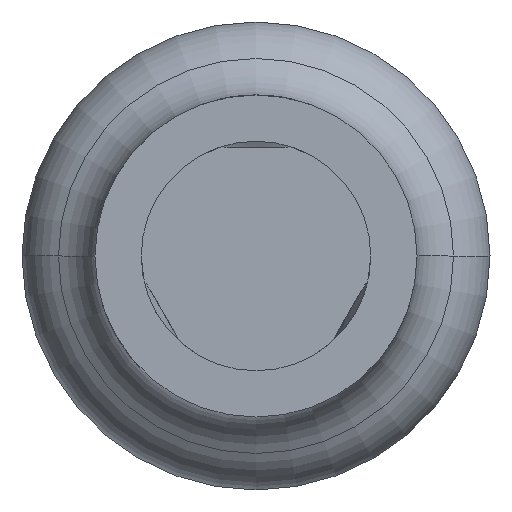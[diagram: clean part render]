
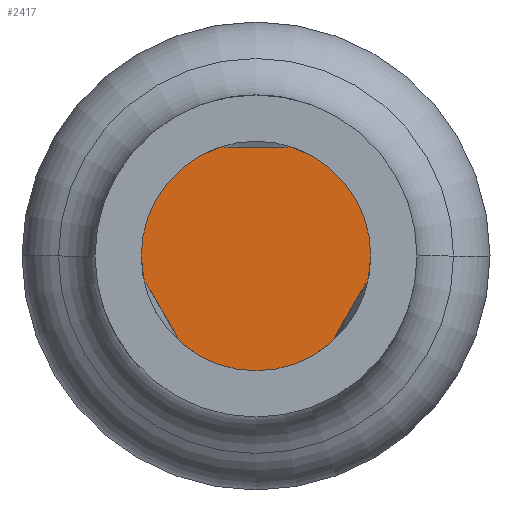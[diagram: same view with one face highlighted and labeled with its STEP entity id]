
A CAD part, front view. The second image highlights one B-rep face of the part: STEP entity #2417.
In plain terms, the highlighted planar face has unit normal (0, -1, 0).
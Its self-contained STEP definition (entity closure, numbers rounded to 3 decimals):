
#278 = CIRCLE ( 'NONE', #4931, 0.513 ) ;
#377 = DIRECTION ( 'NONE',  ( 0., 1., 0. ) ) ;
#1533 = CARTESIAN_POINT ( 'NONE',  ( 0., -24.7, 0. ) ) ;
#1949 = DIRECTION ( 'NONE',  ( -1., 0., 0. ) ) ;
#1985 = DIRECTION ( 'NONE',  ( 1., 0., 0. ) ) ;
#2285 = CIRCLE ( 'NONE', #2658, 0.513 ) ;
#2383 = CARTESIAN_POINT ( 'NONE',  ( 0., -24.7, 0. ) ) ;
#2417 = ADVANCED_FACE ( 'Defeature ausgef�hrt1_48', ( #2798 ), #5563, .F. ) ;
#2496 = VERTEX_POINT ( 'NONE', #3389 ) ;
#2549 = EDGE_CURVE ( 'Defeature ausgef�hrt1_6+Defeature ausgef�hrt1_48+Defeature ausgef�hrt1_48+Defeature ausgef�hrt1_48', #3888, #2496, #278, .T. ) ;
#2658 = AXIS2_PLACEMENT_3D ( 'NONE', #4466, #377, #5335 ) ;
#2798 = FACE_OUTER_BOUND ( 'NONE', #3631, .T. ) ;
#2910 = CARTESIAN_POINT ( 'NONE',  ( -0.513, -24.7, 0. ) ) ;
#3389 = CARTESIAN_POINT ( 'NONE',  ( 0.513, -24.7, 0. ) ) ;
#3631 = EDGE_LOOP ( 'NONE', ( #5326, #3969 ) ) ;
#3710 = AXIS2_PLACEMENT_3D ( 'NONE', #2383, #4199, #1949 ) ;
#3888 = VERTEX_POINT ( 'NONE', #2910 ) ;
#3969 = ORIENTED_EDGE ( 'NONE', *, *, #4954, .F. ) ;
#4199 = DIRECTION ( 'NONE',  ( 0., 1., 0. ) ) ;
#4466 = CARTESIAN_POINT ( 'NONE',  ( 0., -24.7, 0. ) ) ;
#4666 = DIRECTION ( 'NONE',  ( 0., 1., 0. ) ) ;
#4931 = AXIS2_PLACEMENT_3D ( 'NONE', #1533, #4666, #1985 ) ;
#4954 = EDGE_CURVE ( 'Defeature ausgef�hrt1_6+Defeature ausgef�hrt1_48+Defeature ausgef�hrt1_48+Defeature ausgef�hrt1_48', #2496, #3888, #2285, .T. ) ;
#5326 = ORIENTED_EDGE ( 'NONE', *, *, #2549, .F. ) ;
#5335 = DIRECTION ( 'NONE',  ( 1., 0., 0. ) ) ;
#5563 = PLANE ( 'NONE',  #3710 ) ;
